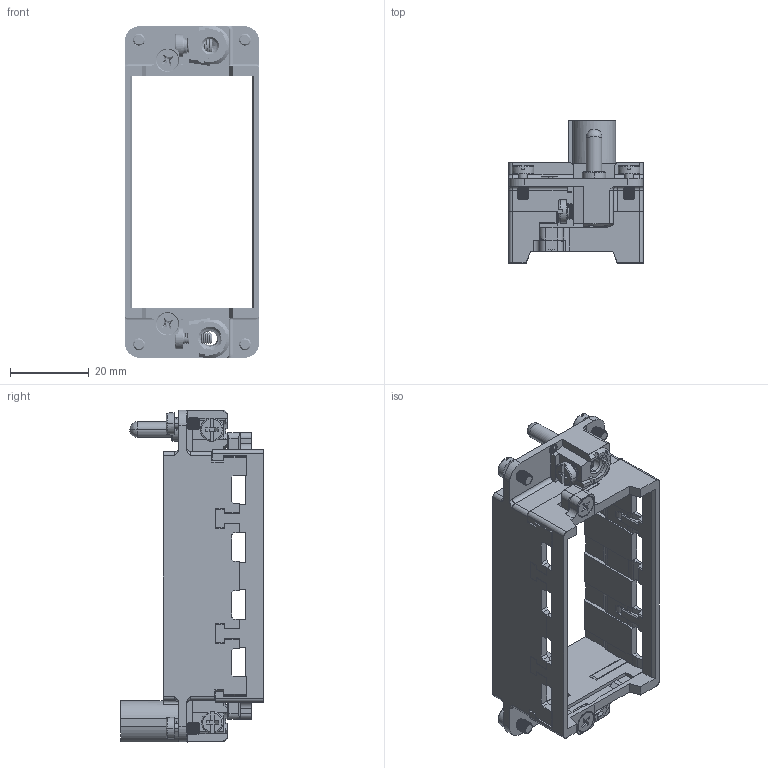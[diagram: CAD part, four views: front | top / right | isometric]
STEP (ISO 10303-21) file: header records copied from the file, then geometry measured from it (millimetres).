
FILE_DESCRIPTION((''),'2;1');
FILE_NAME('3D_1290160001003_HF16B-NLA3_V1_','2018-05-07T',('wl.kang'),(''),'PRO/ENGINEER BY PARAMETRIC TECHNOLOGY CORPORATION, 2012480','PRO/ENGINEER BY PARAMETRIC TECHNOLOGY CORPORATION, 2012480','');
FILE_SCHEMA(('AUTOMOTIVE_DESIGN { 1 0 10303 214 1 1 1 1 }'));
Products named in the file (1): 3D_1290160001003_HF16B-NLA3_V1_
Bounding box: 34.3 x 36.35 x 84.5 mm (x, y, z)
Volume: 3.4 mm3; surface area: 17810.8 mm2
Topology: 4 solids, 1525 shells, 1602 faces, 8992 edges, 8911 vertices
Faces by surface type: plane 840, cylinder 516, cone 86, torus 58, extrusion 51, bspline 47, sphere 4
Entity records: 145650 total; most frequent: CARTESIAN_POINT 45635, DIRECTION 10669, PRESENTATION_STYLE_ASSIGNMENT 10286, STYLED_ITEM 10286, ORIENTED_EDGE 9205, EDGE_CURVE 8986, VERTEX_POINT 8913, CURVE_STYLE 8767
